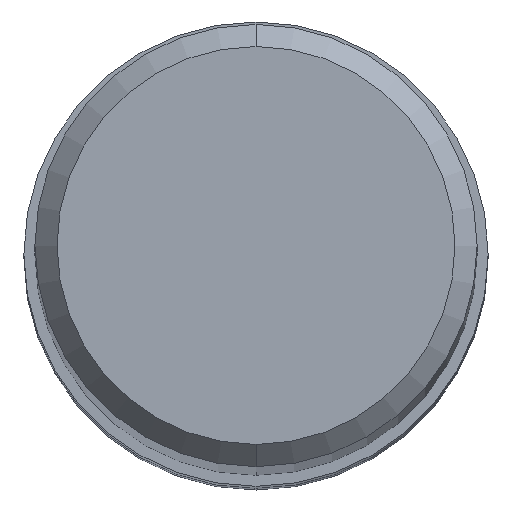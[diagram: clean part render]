
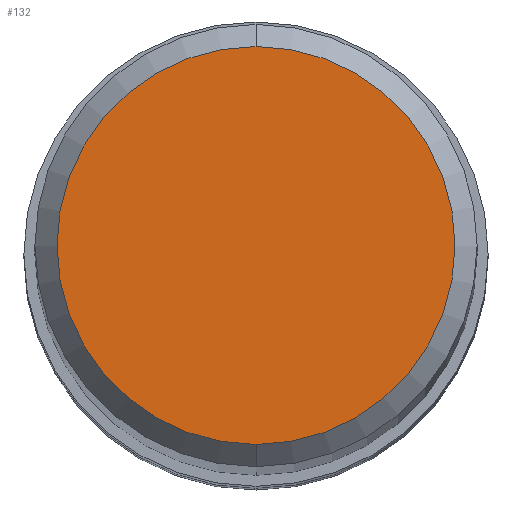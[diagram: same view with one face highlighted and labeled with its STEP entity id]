
A CAD part, top view. The second image highlights one B-rep face of the part: STEP entity #132.
In plain terms, the highlighted planar face has unit normal (0, 0, 1).
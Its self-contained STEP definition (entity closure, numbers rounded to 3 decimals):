
#114=EDGE_CURVE('',#138,#180,#253,.T.);
#116=EDGE_CURVE('',#180,#138,#255,.T.);
#132=ADVANCED_FACE('',(#273),#274,.T.);
#138=VERTEX_POINT('',#280);
#180=VERTEX_POINT('',#328);
#253=CIRCLE('',#406,4.5);
#255=CIRCLE('',#409,4.5);
#273=FACE_OUTER_BOUND('',#429,.T.);
#274=PLANE('',#430);
#280=CARTESIAN_POINT('',(0.0,4.5,0.0));
#328=CARTESIAN_POINT('',(0.,-4.5,0.0));
#406=AXIS2_PLACEMENT_3D('',#578,#579,#580);
#409=AXIS2_PLACEMENT_3D('',#581,#582,#583);
#429=EDGE_LOOP('',(#605,#606));
#430=AXIS2_PLACEMENT_3D('',#607,#608,#609);
#578=CARTESIAN_POINT('',(0.0,0.0,0.0));
#579=DIRECTION('',(0.0,0.0,-1.0));
#580=DIRECTION('',(0.0,1.0,0.0));
#581=CARTESIAN_POINT('',(0.0,0.0,0.0));
#582=DIRECTION('',(0.0,0.0,-1.0));
#583=DIRECTION('',(0.0,1.0,0.0));
#605=ORIENTED_EDGE('',*,*,#114,.F.);
#606=ORIENTED_EDGE('',*,*,#116,.F.);
#607=CARTESIAN_POINT('',(0.0,2.25,0.0));
#608=DIRECTION('',(-0.0,0.0,1.0));
#609=DIRECTION('',(0.0,-1.0,0.0));
